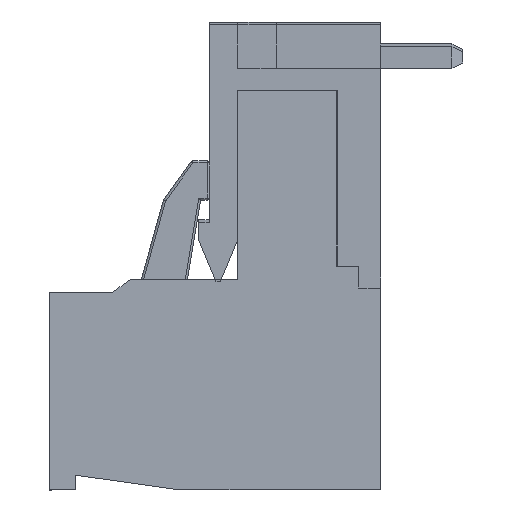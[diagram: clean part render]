
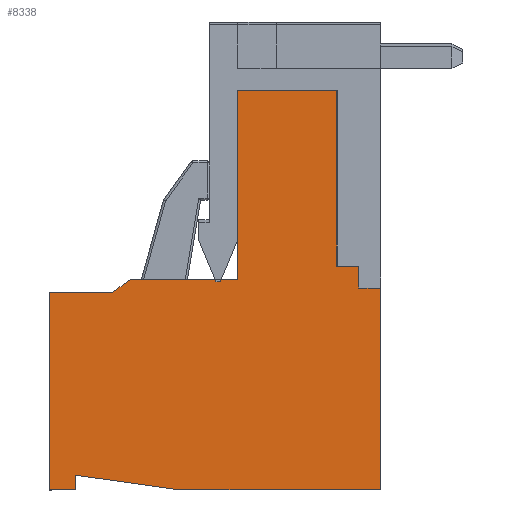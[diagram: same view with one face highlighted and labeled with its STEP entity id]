
A CAD part, left-side view. The second image highlights one B-rep face of the part: STEP entity #8338.
In plain terms, the highlighted planar face has unit normal (-1, 0, 0).
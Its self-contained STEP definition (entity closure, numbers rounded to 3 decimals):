
#25 = VERTEX_POINT ( 'NONE', #20084 ) ;
#138 = EDGE_CURVE ( 'NONE', #17081, #19753, #3909, .T. ) ;
#329 = CARTESIAN_POINT ( 'NONE',  ( -7.5, 0.6, 11.85 ) ) ;
#358 = AXIS2_PLACEMENT_3D ( 'NONE', #1597, #9153, #9029 ) ;
#668 = VERTEX_POINT ( 'NONE', #2636 ) ;
#1152 = EDGE_CURVE ( 'NONE', #10656, #25, #5458, .T. ) ;
#1597 = CARTESIAN_POINT ( 'NONE',  ( -7.5, 0., 0. ) ) ;
#1673 = LINE ( 'NONE', #12521, #10327 ) ;
#2296 = VERTEX_POINT ( 'NONE', #329 ) ;
#2627 = LINE ( 'NONE', #13825, #4084 ) ;
#2636 = CARTESIAN_POINT ( 'NONE',  ( -7.5, 0., 3.25 ) ) ;
#2664 = LINE ( 'NONE', #8506, #21455 ) ;
#2821 = LINE ( 'NONE', #10243, #5562 ) ;
#3897 = CARTESIAN_POINT ( 'NONE',  ( -7.5, 9.6, 10.65 ) ) ;
#3909 = LINE ( 'NONE', #17030, #11963 ) ;
#3955 = ORIENTED_EDGE ( 'NONE', *, *, #20596, .F. ) ;
#3995 = CARTESIAN_POINT ( 'NONE',  ( -7.5, -8.6, 3.25 ) ) ;
#4084 = VECTOR ( 'NONE', #23197, 1000. ) ;
#4218 = CARTESIAN_POINT ( 'NONE',  ( -7.5, -8.6, -1.29 ) ) ;
#4451 = ORIENTED_EDGE ( 'NONE', *, *, #23730, .F. ) ;
#4615 = ORIENTED_EDGE ( 'NONE', *, *, #8944, .F. ) ;
#4695 = CARTESIAN_POINT ( 'NONE',  ( -7.5, -0.6, -2.25 ) ) ;
#4744 = ORIENTED_EDGE ( 'NONE', *, *, #21050, .F. ) ;
#4752 = VERTEX_POINT ( 'NONE', #14300 ) ;
#4829 = CARTESIAN_POINT ( 'NONE',  ( -7.5, -0.6, -1.29 ) ) ;
#5113 = DIRECTION ( 'NONE',  ( 0., -1., 0. ) ) ;
#5125 = ORIENTED_EDGE ( 'NONE', *, *, #16899, .F. ) ;
#5352 = ORIENTED_EDGE ( 'NONE', *, *, #21724, .F. ) ;
#5458 = LINE ( 'NONE', #10946, #10040 ) ;
#5562 = VECTOR ( 'NONE', #17648, 1000. ) ;
#5796 = EDGE_CURVE ( 'NONE', #4752, #22581, #11782, .T. ) ;
#6070 = CARTESIAN_POINT ( 'NONE',  ( -7.5, 0., 10.65 ) ) ;
#6490 = ORIENTED_EDGE ( 'NONE', *, *, #1152, .F. ) ;
#6792 = CARTESIAN_POINT ( 'NONE',  ( -7.5, 0.6, 8.95 ) ) ;
#6937 = DIRECTION ( 'NONE',  ( 0., 1., 0. ) ) ;
#7073 = FACE_OUTER_BOUND ( 'NONE', #11047, .T. ) ;
#7238 = VERTEX_POINT ( 'NONE', #17747 ) ;
#8073 = CARTESIAN_POINT ( 'NONE',  ( -7.5, 0., -2.25 ) ) ;
#8177 = VECTOR ( 'NONE', #5113, 1000. ) ;
#8338 = ADVANCED_FACE ( 'NONE', ( #7073 ), #18387, .F. ) ;
#8506 = CARTESIAN_POINT ( 'NONE',  ( -7.5, 10.22, 1.436 ) ) ;
#8517 = ORIENTED_EDGE ( 'NONE', *, *, #14229, .F. ) ;
#8800 = CARTESIAN_POINT ( 'NONE',  ( -7.5, -0.6, -1.29 ) ) ;
#8940 = VECTOR ( 'NONE', #6937, 1000. ) ;
#8944 = EDGE_CURVE ( 'NONE', #9447, #2296, #16314, .T. ) ;
#8974 = EDGE_CURVE ( 'NONE', #21987, #4752, #14604, .T. ) ;
#9029 = DIRECTION ( 'NONE',  ( 0., 1., 0. ) ) ;
#9153 = DIRECTION ( 'NONE',  ( 1., 0., 0. ) ) ;
#9421 = CARTESIAN_POINT ( 'NONE',  ( -7.5, 9.6, 11.85 ) ) ;
#9447 = VERTEX_POINT ( 'NONE', #9421 ) ;
#9469 = DIRECTION ( 'NONE',  ( 0., -0.6, -0.8 ) ) ;
#9922 = LINE ( 'NONE', #12230, #17143 ) ;
#9967 = ORIENTED_EDGE ( 'NONE', *, *, #21453, .T. ) ;
#10040 = VECTOR ( 'NONE', #9469, 1000. ) ;
#10243 = CARTESIAN_POINT ( 'NONE',  ( -7.5, 0., 3.25 ) ) ;
#10327 = VECTOR ( 'NONE', #14215, 1000. ) ;
#10485 = VECTOR ( 'NONE', #21255, 1000. ) ;
#10529 = EDGE_CURVE ( 'NONE', #22581, #13544, #2664, .T. ) ;
#10655 = VECTOR ( 'NONE', #17713, 1000. ) ;
#10656 = VERTEX_POINT ( 'NONE', #6792 ) ;
#10946 = CARTESIAN_POINT ( 'NONE',  ( -7.5, -3.912, 2.934 ) ) ;
#11047 = EDGE_LOOP ( 'NONE', ( #8517, #9967, #21984, #3955, #18675, #6490, #18594, #4615, #5125, #4451, #19929, #15269, #11922, #4744, #5352 ) ) ;
#11782 = LINE ( 'NONE', #17353, #10485 ) ;
#11922 = ORIENTED_EDGE ( 'NONE', *, *, #8974, .F. ) ;
#11963 = VECTOR ( 'NONE', #22642, 1000. ) ;
#12209 = VECTOR ( 'NONE', #13305, 1000. ) ;
#12230 = CARTESIAN_POINT ( 'NONE',  ( -7.5, 0., 11.85 ) ) ;
#12475 = VERTEX_POINT ( 'NONE', #8800 ) ;
#12521 = CARTESIAN_POINT ( 'NONE',  ( -7.5, 9.6, -3.25 ) ) ;
#12786 = CARTESIAN_POINT ( 'NONE',  ( -7.5, 9.6, 11.85 ) ) ;
#13305 = DIRECTION ( 'NONE',  ( 0., 1., 0. ) ) ;
#13544 = VERTEX_POINT ( 'NONE', #19854 ) ;
#13825 = CARTESIAN_POINT ( 'NONE',  ( -7.5, 0.6, 0. ) ) ;
#13852 = LINE ( 'NONE', #17249, #22749 ) ;
#14068 = LINE ( 'NONE', #4829, #10655 ) ;
#14096 = DIRECTION ( 'NONE',  ( 0., 0., -1. ) ) ;
#14215 = DIRECTION ( 'NONE',  ( 0., 0., 1. ) ) ;
#14229 = EDGE_CURVE ( 'NONE', #12475, #19842, #13852, .T. ) ;
#14300 = CARTESIAN_POINT ( 'NONE',  ( -7.5, 9.6, -3.25 ) ) ;
#14604 = LINE ( 'NONE', #18367, #8940 ) ;
#15269 = ORIENTED_EDGE ( 'NONE', *, *, #5796, .F. ) ;
#15944 = EDGE_CURVE ( 'NONE', #2296, #10656, #2627, .T. ) ;
#16314 = LINE ( 'NONE', #12786, #8177 ) ;
#16899 = EDGE_CURVE ( 'NONE', #23731, #9447, #1673, .T. ) ;
#17030 = CARTESIAN_POINT ( 'NONE',  ( -7.5, -8.6, 3.25 ) ) ;
#17081 = VERTEX_POINT ( 'NONE', #3995 ) ;
#17143 = VECTOR ( 'NONE', #19285, 1000. ) ;
#17249 = CARTESIAN_POINT ( 'NONE',  ( -7.5, -0.6, -1.29 ) ) ;
#17353 = CARTESIAN_POINT ( 'NONE',  ( -7.5, 9.6, -3.25 ) ) ;
#17648 = DIRECTION ( 'NONE',  ( 0., -1., 0. ) ) ;
#17713 = DIRECTION ( 'NONE',  ( 0., -1., 0. ) ) ;
#17747 = CARTESIAN_POINT ( 'NONE',  ( -7.5, 0.4, -2.25 ) ) ;
#18367 = CARTESIAN_POINT ( 'NONE',  ( -7.5, -8.6, -3.25 ) ) ;
#18387 = PLANE ( 'NONE',  #358 ) ;
#18594 = ORIENTED_EDGE ( 'NONE', *, *, #15944, .F. ) ;
#18644 = EDGE_CURVE ( 'NONE', #25, #668, #9922, .T. ) ;
#18675 = ORIENTED_EDGE ( 'NONE', *, *, #18644, .F. ) ;
#19021 = LINE ( 'NONE', #8073, #12209 ) ;
#19285 = DIRECTION ( 'NONE',  ( 0., 0., -1. ) ) ;
#19753 = VERTEX_POINT ( 'NONE', #4218 ) ;
#19842 = VERTEX_POINT ( 'NONE', #4695 ) ;
#19854 = CARTESIAN_POINT ( 'NONE',  ( -7.5, 8.925, 10.65 ) ) ;
#19929 = ORIENTED_EDGE ( 'NONE', *, *, #10529, .F. ) ;
#20084 = CARTESIAN_POINT ( 'NONE',  ( -7.5, 0., 8.15 ) ) ;
#20596 = EDGE_CURVE ( 'NONE', #668, #17081, #2821, .T. ) ;
#21050 = EDGE_CURVE ( 'NONE', #7238, #21987, #23001, .T. ) ;
#21255 = DIRECTION ( 'NONE',  ( 0., 0., 1. ) ) ;
#21392 = DIRECTION ( 'NONE',  ( 0., 0., -1. ) ) ;
#21453 = EDGE_CURVE ( 'NONE', #12475, #19753, #14068, .T. ) ;
#21455 = VECTOR ( 'NONE', #22993, 1000. ) ;
#21505 = VECTOR ( 'NONE', #14096, 1000. ) ;
#21724 = EDGE_CURVE ( 'NONE', #19842, #7238, #19021, .T. ) ;
#21984 = ORIENTED_EDGE ( 'NONE', *, *, #138, .F. ) ;
#21987 = VERTEX_POINT ( 'NONE', #22169 ) ;
#22169 = CARTESIAN_POINT ( 'NONE',  ( -7.5, 0.4, -3.25 ) ) ;
#22581 = VERTEX_POINT ( 'NONE', #22862 ) ;
#22628 = DIRECTION ( 'NONE',  ( 0., 1., 0. ) ) ;
#22642 = DIRECTION ( 'NONE',  ( 0., 0., -1. ) ) ;
#22749 = VECTOR ( 'NONE', #21392, 1000. ) ;
#22862 = CARTESIAN_POINT ( 'NONE',  ( -7.5, 9.6, 5.85 ) ) ;
#22993 = DIRECTION ( 'NONE',  ( 0., -0.139, 0.99 ) ) ;
#23001 = LINE ( 'NONE', #23243, #21505 ) ;
#23197 = DIRECTION ( 'NONE',  ( 0., 0., -1. ) ) ;
#23243 = CARTESIAN_POINT ( 'NONE',  ( -7.5, 0.4, 0. ) ) ;
#23523 = VECTOR ( 'NONE', #22628, 1000. ) ;
#23730 = EDGE_CURVE ( 'NONE', #13544, #23731, #23863, .T. ) ;
#23731 = VERTEX_POINT ( 'NONE', #3897 ) ;
#23863 = LINE ( 'NONE', #6070, #23523 ) ;
